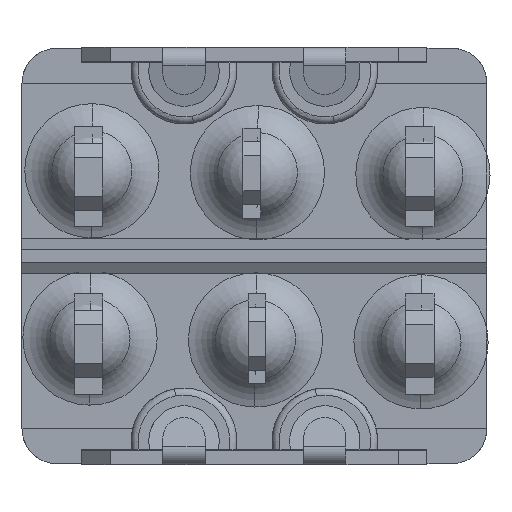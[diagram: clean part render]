
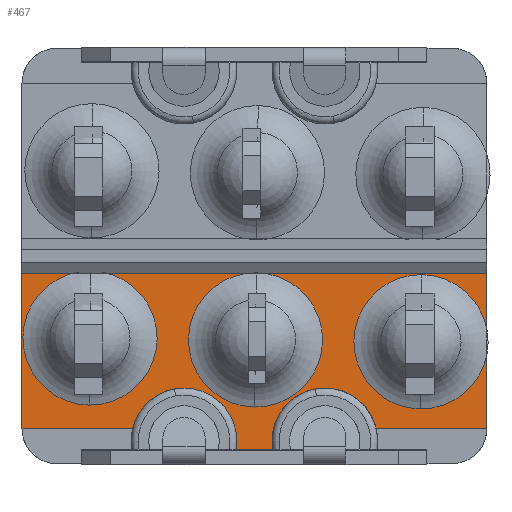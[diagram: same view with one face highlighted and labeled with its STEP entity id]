
A CAD part, front view. The second image highlights one B-rep face of the part: STEP entity #467.
In plain terms, the highlighted planar face has unit normal (0, -1, 0).
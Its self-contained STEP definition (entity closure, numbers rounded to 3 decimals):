
#467=ADVANCED_FACE('',(#1447,#1448,#1449,#1450),#1451,.T.);
#1447=FACE_OUTER_BOUND('',#4722,.T.);
#1448=FACE_BOUND('',#4723,.T.);
#1449=FACE_BOUND('',#4724,.T.);
#1450=FACE_BOUND('',#4725,.T.);
#1451=PLANE('',#4726);
#4722=EDGE_LOOP('',(#8042,#8043,#8044,#8045,#8046,#8047,#8048,#8049,#8050,#8051));
#4723=EDGE_LOOP('',(#8052,#8053,#8054,#8055));
#4724=EDGE_LOOP('',(#8056,#8057,#8058,#8059));
#4725=EDGE_LOOP('',(#8060,#8061,#8062,#8063));
#4726=AXIS2_PLACEMENT_3D('',#8064,#8065,#8066);
#8042=ORIENTED_EDGE('',*,*,#11981,.T.);
#8043=ORIENTED_EDGE('',*,*,#11982,.T.);
#8044=ORIENTED_EDGE('',*,*,#11983,.T.);
#8045=ORIENTED_EDGE('',*,*,#11930,.T.);
#8046=ORIENTED_EDGE('',*,*,#11984,.T.);
#8047=ORIENTED_EDGE('',*,*,#11985,.T.);
#8048=ORIENTED_EDGE('',*,*,#11914,.T.);
#8049=ORIENTED_EDGE('',*,*,#11986,.F.);
#8050=ORIENTED_EDGE('',*,*,#11961,.T.);
#8051=ORIENTED_EDGE('',*,*,#11987,.F.);
#8052=ORIENTED_EDGE('',*,*,#11988,.T.);
#8053=ORIENTED_EDGE('',*,*,#11989,.T.);
#8054=ORIENTED_EDGE('',*,*,#11990,.T.);
#8055=ORIENTED_EDGE('',*,*,#11991,.T.);
#8056=ORIENTED_EDGE('',*,*,#11992,.T.);
#8057=ORIENTED_EDGE('',*,*,#11993,.T.);
#8058=ORIENTED_EDGE('',*,*,#11994,.T.);
#8059=ORIENTED_EDGE('',*,*,#11995,.T.);
#8060=ORIENTED_EDGE('',*,*,#11996,.F.);
#8061=ORIENTED_EDGE('',*,*,#11997,.F.);
#8062=ORIENTED_EDGE('',*,*,#11998,.F.);
#8063=ORIENTED_EDGE('',*,*,#11999,.T.);
#8064=CARTESIAN_POINT('',(0.0,0.35,-2.5));
#8065=DIRECTION('',(0.0,-1.0,0.0));
#8066=DIRECTION('',(1.0,0.0,0.0));
#11914=EDGE_CURVE('',#14136,#14144,#14146,.T.);
#11930=EDGE_CURVE('',#14172,#14174,#14176,.T.);
#11961=EDGE_CURVE('',#14221,#14232,#14234,.T.);
#11981=EDGE_CURVE('',#14270,#14271,#14272,.T.);
#11982=EDGE_CURVE('',#14271,#14273,#14274,.T.);
#11983=EDGE_CURVE('',#14273,#14172,#14275,.T.);
#11984=EDGE_CURVE('',#14174,#14276,#14277,.T.);
#11985=EDGE_CURVE('',#14276,#14136,#14278,.T.);
#11986=EDGE_CURVE('',#14221,#14144,#14279,.T.);
#11987=EDGE_CURVE('',#14270,#14232,#14280,.T.);
#11988=EDGE_CURVE('',#14281,#14282,#14283,.T.);
#11989=EDGE_CURVE('',#14282,#14284,#14285,.T.);
#11990=EDGE_CURVE('',#14284,#14286,#14287,.T.);
#11991=EDGE_CURVE('',#14286,#14281,#14288,.T.);
#11992=EDGE_CURVE('',#14289,#14290,#14291,.T.);
#11993=EDGE_CURVE('',#14290,#14292,#14293,.T.);
#11994=EDGE_CURVE('',#14292,#14294,#14295,.T.);
#11995=EDGE_CURVE('',#14294,#14289,#14296,.T.);
#11996=EDGE_CURVE('',#14297,#14298,#14299,.T.);
#11997=EDGE_CURVE('',#14300,#14297,#14301,.T.);
#11998=EDGE_CURVE('',#14302,#14300,#14303,.T.);
#11999=EDGE_CURVE('',#14302,#14298,#14304,.T.);
#14136=VERTEX_POINT('',#19999);
#14144=VERTEX_POINT('',#20009);
#14146=CIRCLE('',#20012,1.5);
#14172=VERTEX_POINT('',#20068);
#14174=VERTEX_POINT('',#20071);
#14176=CIRCLE('',#20074,1.5);
#14221=VERTEX_POINT('',#20141);
#14232=VERTEX_POINT('',#20158);
#14234=LINE('',#20161,#20162);
#14270=VERTEX_POINT('',#20215);
#14271=VERTEX_POINT('',#20216);
#14272=LINE('',#20217,#20218);
#14273=VERTEX_POINT('',#20219);
#14274=LINE('',#20220,#20221);
#14275=CIRCLE('',#20222,1.5);
#14276=VERTEX_POINT('',#20223);
#14277=LINE('',#20224,#20225);
#14278=CIRCLE('',#20226,1.5);
#14279=LINE('',#20227,#20228);
#14280=LINE('',#20229,#20230);
#14281=VERTEX_POINT('',#20231);
#14282=VERTEX_POINT('',#20232);
#14283=LINE('',#20233,#20234);
#14284=VERTEX_POINT('',#20235);
#14285=LINE('',#20236,#20237);
#14286=VERTEX_POINT('',#20238);
#14287=LINE('',#20239,#20240);
#14288=LINE('',#20241,#20242);
#14289=VERTEX_POINT('',#20243);
#14290=VERTEX_POINT('',#20244);
#14291=LINE('',#20245,#20246);
#14292=VERTEX_POINT('',#20247);
#14293=LINE('',#20248,#20249);
#14294=VERTEX_POINT('',#20250);
#14295=LINE('',#20251,#20252);
#14296=LINE('',#20253,#20254);
#14297=VERTEX_POINT('',#20255);
#14298=VERTEX_POINT('',#20256);
#14299=LINE('',#20257,#20258);
#14300=VERTEX_POINT('',#20259);
#14301=LINE('',#20260,#20261);
#14302=VERTEX_POINT('',#20262);
#14303=LINE('',#20263,#20264);
#14304=LINE('',#20265,#20266);
#19999=CARTESIAN_POINT('',(2.0,0.35,-3.75));
#20009=CARTESIAN_POINT('',(3.459,0.35,-4.9));
#20012=AXIS2_PLACEMENT_3D('',#23900,#23901,#23902);
#20068=CARTESIAN_POINT('',(-2.0,0.35,-3.75));
#20071=CARTESIAN_POINT('',(-0.521,0.35,-5.5));
#20074=AXIS2_PLACEMENT_3D('',#23931,#23932,#23933);
#20141=CARTESIAN_POINT('',(6.6,0.35,-4.9));
#20158=CARTESIAN_POINT('',(6.6,0.35,-0.5));
#20161=CARTESIAN_POINT('',(6.6,0.35,-4.9));
#20162=VECTOR('',#23980,4.4);
#20215=CARTESIAN_POINT('',(-6.6,0.35,-0.5));
#20216=CARTESIAN_POINT('',(-6.6,0.35,-4.9));
#20217=CARTESIAN_POINT('',(-6.6,0.35,-0.5));
#20218=VECTOR('',#24004,4.4);
#20219=CARTESIAN_POINT('',(-3.459,0.35,-4.9));
#20220=CARTESIAN_POINT('',(-6.6,0.35,-4.9));
#20221=VECTOR('',#24005,3.141);
#20222=AXIS2_PLACEMENT_3D('',#24006,#24007,#24008);
#20223=CARTESIAN_POINT('',(0.521,0.35,-5.5));
#20224=CARTESIAN_POINT('',(-0.521,0.35,-5.5));
#20225=VECTOR('',#24009,1.042);
#20226=AXIS2_PLACEMENT_3D('',#24010,#24011,#24012);
#20227=CARTESIAN_POINT('',(6.6,0.35,-4.9));
#20228=VECTOR('',#24013,3.141);
#20229=CARTESIAN_POINT('',(-6.6,0.35,-0.5));
#20230=VECTOR('',#24014,13.2);
#20231=CARTESIAN_POINT('',(4.25,0.35,-0.925));
#20232=CARTESIAN_POINT('',(5.15,0.35,-0.925));
#20233=CARTESIAN_POINT('',(4.25,0.35,-0.925));
#20234=VECTOR('',#24015,0.9);
#20235=CARTESIAN_POINT('',(5.15,0.35,-3.825));
#20236=CARTESIAN_POINT('',(5.15,0.35,-0.925));
#20237=VECTOR('',#24016,2.9);
#20238=CARTESIAN_POINT('',(4.25,0.35,-3.825));
#20239=CARTESIAN_POINT('',(5.15,0.35,-3.825));
#20240=VECTOR('',#24017,0.9);
#20241=CARTESIAN_POINT('',(4.25,0.35,-3.825));
#20242=VECTOR('',#24018,2.9);
#20243=CARTESIAN_POINT('',(0.325,0.35,-3.825));
#20244=CARTESIAN_POINT('',(-0.325,0.35,-3.825));
#20245=CARTESIAN_POINT('',(0.325,0.35,-3.825));
#20246=VECTOR('',#24019,0.65);
#20247=CARTESIAN_POINT('',(-0.325,0.35,-0.925));
#20248=CARTESIAN_POINT('',(-0.325,0.35,-3.825));
#20249=VECTOR('',#24020,2.9);
#20250=CARTESIAN_POINT('',(0.325,0.35,-0.925));
#20251=CARTESIAN_POINT('',(-0.325,0.35,-0.925));
#20252=VECTOR('',#24021,0.65);
#20253=CARTESIAN_POINT('',(0.325,0.35,-0.925));
#20254=VECTOR('',#24022,2.9);
#20255=CARTESIAN_POINT('',(-5.15,0.35,-3.825));
#20256=CARTESIAN_POINT('',(-4.25,0.35,-3.825));
#20257=CARTESIAN_POINT('',(-5.15,0.35,-3.825));
#20258=VECTOR('',#24023,0.9);
#20259=CARTESIAN_POINT('',(-5.15,0.35,-0.925));
#20260=CARTESIAN_POINT('',(-5.15,0.35,-0.925));
#20261=VECTOR('',#24024,2.9);
#20262=CARTESIAN_POINT('',(-4.25,0.35,-0.925));
#20263=CARTESIAN_POINT('',(-4.25,0.35,-0.925));
#20264=VECTOR('',#24025,0.9);
#20265=CARTESIAN_POINT('',(-4.25,0.35,-0.925));
#20266=VECTOR('',#24026,2.9);
#23900=CARTESIAN_POINT('',(2.0,0.35,-5.25));
#23901=DIRECTION('',(0.0,1.0,0.0));
#23902=DIRECTION('',(-0.986,0.0,-0.167));
#23931=CARTESIAN_POINT('',(-2.0,0.35,-5.25));
#23932=DIRECTION('',(0.0,1.0,0.0));
#23933=DIRECTION('',(-0.972,-0.0,0.233));
#23980=DIRECTION('',(0.0,0.0,1.0));
#24004=DIRECTION('',(0.0,0.0,-1.0));
#24005=DIRECTION('',(1.0,0.0,0.0));
#24006=CARTESIAN_POINT('',(-2.0,0.35,-5.25));
#24007=DIRECTION('',(0.0,1.0,0.0));
#24008=DIRECTION('',(-0.972,-0.0,0.233));
#24009=DIRECTION('',(1.0,0.0,0.0));
#24010=CARTESIAN_POINT('',(2.0,0.35,-5.25));
#24011=DIRECTION('',(0.0,1.0,0.0));
#24012=DIRECTION('',(-0.986,0.0,-0.167));
#24013=DIRECTION('',(-1.0,0.0,0.0));
#24014=DIRECTION('',(1.0,0.0,0.0));
#24015=DIRECTION('',(1.0,0.0,0.0));
#24016=DIRECTION('',(0.0,0.0,-1.0));
#24017=DIRECTION('',(-1.0,0.0,0.0));
#24018=DIRECTION('',(0.0,0.0,1.0));
#24019=DIRECTION('',(-1.0,0.0,0.0));
#24020=DIRECTION('',(0.0,0.0,1.0));
#24021=DIRECTION('',(1.0,0.0,0.0));
#24022=DIRECTION('',(0.0,0.0,-1.0));
#24023=DIRECTION('',(1.0,0.0,0.0));
#24024=DIRECTION('',(0.0,0.0,-1.0));
#24025=DIRECTION('',(-1.0,0.0,0.0));
#24026=DIRECTION('',(0.0,0.0,-1.0));
